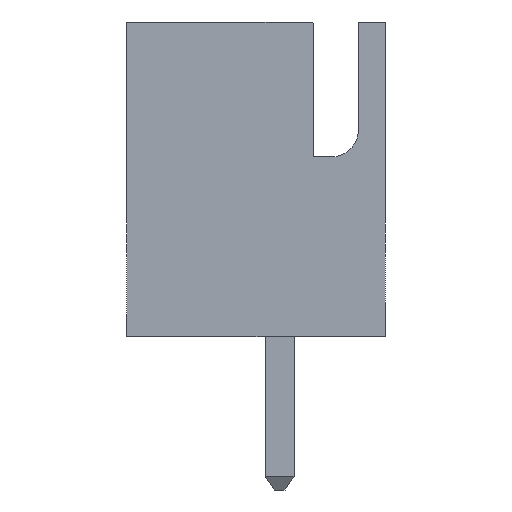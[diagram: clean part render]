
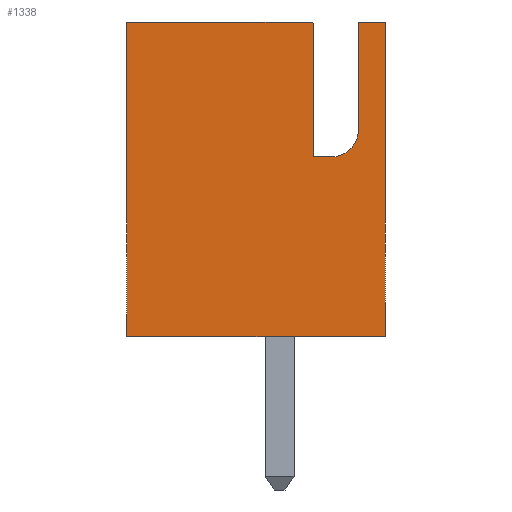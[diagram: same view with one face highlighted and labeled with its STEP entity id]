
A CAD part, left-side view. The second image highlights one B-rep face of the part: STEP entity #1338.
In plain terms, the highlighted planar face has unit normal (-1, 0, 0).
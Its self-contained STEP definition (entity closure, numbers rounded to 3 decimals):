
#536 = VERTEX_POINT('',#537);
#537 = CARTESIAN_POINT('',(-13.7,-2.875,0.));
#543 = EDGE_CURVE('',#536,#544,#546,.T.);
#544 = VERTEX_POINT('',#545);
#545 = CARTESIAN_POINT('',(-13.7,-2.875,7.));
#546 = LINE('',#547,#548);
#547 = CARTESIAN_POINT('',(-13.7,-2.875,0.));
#548 = VECTOR('',#549,1.);
#549 = DIRECTION('',(0.,0.,1.));
#1288 = VERTEX_POINT('',#1289);
#1289 = CARTESIAN_POINT('',(-13.7,2.875,0.));
#1295 = EDGE_CURVE('',#1288,#536,#1296,.T.);
#1296 = LINE('',#1297,#1298);
#1297 = CARTESIAN_POINT('',(-13.7,2.875,0.));
#1298 = VECTOR('',#1299,1.);
#1299 = DIRECTION('',(0.,-1.,0.));
#1338 = ADVANCED_FACE('',(#1339),#1407,.F.);
#1339 = FACE_BOUND('',#1340,.F.);
#1340 = EDGE_LOOP('',(#1341,#1351,#1359,#1368,#1376,#1382,#1383,#1384,
    #1392,#1400));
#1341 = ORIENTED_EDGE('',*,*,#1342,.F.);
#1342 = EDGE_CURVE('',#1343,#1345,#1347,.T.);
#1343 = VERTEX_POINT('',#1344);
#1344 = CARTESIAN_POINT('',(-13.7,-1.275,4.));
#1345 = VERTEX_POINT('',#1346);
#1346 = CARTESIAN_POINT('',(-13.7,-1.275,6.95));
#1347 = LINE('',#1348,#1349);
#1348 = CARTESIAN_POINT('',(-13.7,-1.275,2.));
#1349 = VECTOR('',#1350,1.);
#1350 = DIRECTION('',(0.,0.,1.));
#1351 = ORIENTED_EDGE('',*,*,#1352,.F.);
#1352 = EDGE_CURVE('',#1353,#1343,#1355,.T.);
#1353 = VERTEX_POINT('',#1354);
#1354 = CARTESIAN_POINT('',(-13.7,-1.675,4.));
#1355 = LINE('',#1356,#1357);
#1356 = CARTESIAN_POINT('',(-13.7,0.6,4.));
#1357 = VECTOR('',#1358,1.);
#1358 = DIRECTION('',(0.,1.,0.));
#1359 = ORIENTED_EDGE('',*,*,#1360,.F.);
#1360 = EDGE_CURVE('',#1361,#1353,#1363,.T.);
#1361 = VERTEX_POINT('',#1362);
#1362 = CARTESIAN_POINT('',(-13.7,-2.275,4.6));
#1363 = CIRCLE('',#1364,0.6);
#1364 = AXIS2_PLACEMENT_3D('',#1365,#1366,#1367);
#1365 = CARTESIAN_POINT('',(-13.7,-1.675,4.6));
#1366 = DIRECTION('',(1.,0.,0.));
#1367 = DIRECTION('',(0.,1.,0.));
#1368 = ORIENTED_EDGE('',*,*,#1369,.F.);
#1369 = EDGE_CURVE('',#1370,#1361,#1372,.T.);
#1370 = VERTEX_POINT('',#1371);
#1371 = CARTESIAN_POINT('',(-13.7,-2.275,7.));
#1372 = LINE('',#1373,#1374);
#1373 = CARTESIAN_POINT('',(-13.7,-2.275,3.5));
#1374 = VECTOR('',#1375,1.);
#1375 = DIRECTION('',(0.,0.,-1.));
#1376 = ORIENTED_EDGE('',*,*,#1377,.T.);
#1377 = EDGE_CURVE('',#1370,#544,#1378,.T.);
#1378 = LINE('',#1379,#1380);
#1379 = CARTESIAN_POINT('',(-13.7,2.875,7.));
#1380 = VECTOR('',#1381,1.);
#1381 = DIRECTION('',(0.,-1.,0.));
#1382 = ORIENTED_EDGE('',*,*,#543,.F.);
#1383 = ORIENTED_EDGE('',*,*,#1295,.F.);
#1384 = ORIENTED_EDGE('',*,*,#1385,.T.);
#1385 = EDGE_CURVE('',#1288,#1386,#1388,.T.);
#1386 = VERTEX_POINT('',#1387);
#1387 = CARTESIAN_POINT('',(-13.7,2.875,7.));
#1388 = LINE('',#1389,#1390);
#1389 = CARTESIAN_POINT('',(-13.7,2.875,0.));
#1390 = VECTOR('',#1391,1.);
#1391 = DIRECTION('',(0.,0.,1.));
#1392 = ORIENTED_EDGE('',*,*,#1393,.T.);
#1393 = EDGE_CURVE('',#1386,#1394,#1396,.T.);
#1394 = VERTEX_POINT('',#1395);
#1395 = CARTESIAN_POINT('',(-13.7,-1.225,7.));
#1396 = LINE('',#1397,#1398);
#1397 = CARTESIAN_POINT('',(-13.7,2.875,7.));
#1398 = VECTOR('',#1399,1.);
#1399 = DIRECTION('',(0.,-1.,0.));
#1400 = ORIENTED_EDGE('',*,*,#1401,.T.);
#1401 = EDGE_CURVE('',#1394,#1345,#1402,.T.);
#1402 = CIRCLE('',#1403,0.05);
#1403 = AXIS2_PLACEMENT_3D('',#1404,#1405,#1406);
#1404 = CARTESIAN_POINT('',(-13.7,-1.225,6.95));
#1405 = DIRECTION('',(1.,0.,0.));
#1406 = DIRECTION('',(0.,-1.,0.));
#1407 = PLANE('',#1408);
#1408 = AXIS2_PLACEMENT_3D('',#1409,#1410,#1411);
#1409 = CARTESIAN_POINT('',(-13.7,2.875,0.));
#1410 = DIRECTION('',(1.,0.,0.));
#1411 = DIRECTION('',(0.,-1.,0.));
